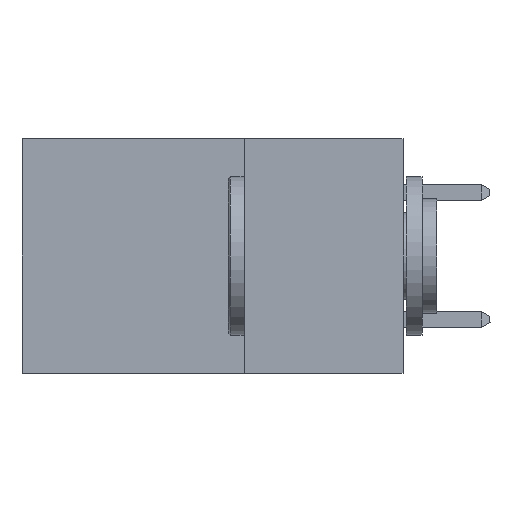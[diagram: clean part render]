
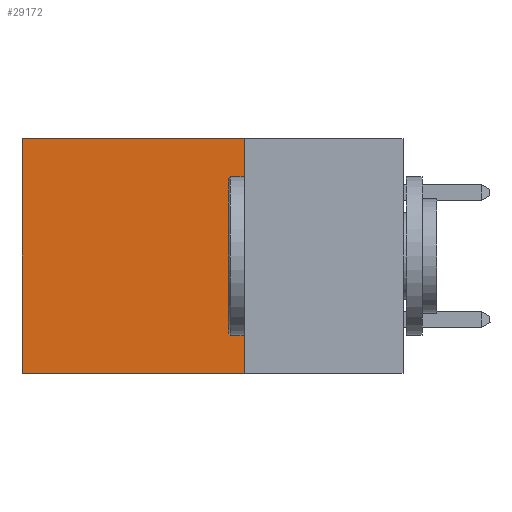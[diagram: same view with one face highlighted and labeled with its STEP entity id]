
A CAD part, left-side view. The second image highlights one B-rep face of the part: STEP entity #29172.
In plain terms, the highlighted planar face has unit normal (-1, 0, 0).
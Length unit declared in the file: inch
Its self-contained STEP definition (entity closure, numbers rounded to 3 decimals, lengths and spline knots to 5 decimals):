
#1285 = ORIENTED_EDGE ( 'NONE', *, *, #2029, .T. ) ;
#1588 = DIRECTION ( 'NONE',  ( 0., 0., -1. ) ) ;
#2029 = EDGE_CURVE ( 'NONE', #7948, #15796, #13151, .T. ) ;
#4926 = DIRECTION ( 'NONE',  ( 0., 0., -1. ) ) ;
#6040 = CARTESIAN_POINT ( 'NONE',  ( 0.2875, 0.6, 0. ) ) ;
#6144 = VECTOR ( 'NONE', #1588, 39.37008 ) ;
#6423 = LINE ( 'NONE', #15158, #32571 ) ;
#6619 = ORIENTED_EDGE ( 'NONE', *, *, #6855, .T. ) ;
#6855 = EDGE_CURVE ( 'NONE', #22091, #7948, #27468, .T. ) ;
#7948 = VERTEX_POINT ( 'NONE', #6040 ) ;
#10234 = EDGE_CURVE ( 'NONE', #22091, #29054, #16926, .T. ) ;
#10428 = FACE_OUTER_BOUND ( 'NONE', #14681, .T. ) ;
#13151 = LINE ( 'NONE', #15053, #15204 ) ;
#13933 = ORIENTED_EDGE ( 'NONE', *, *, #10234, .F. ) ;
#14681 = EDGE_LOOP ( 'NONE', ( #1285, #17392, #13933, #6619 ) ) ;
#14936 = DIRECTION ( 'NONE',  ( 0., 0., -1. ) ) ;
#15053 = CARTESIAN_POINT ( 'NONE',  ( 0.2875, 0.6, 0. ) ) ;
#15158 = CARTESIAN_POINT ( 'NONE',  ( 0.2875, 0.25, -0.37 ) ) ;
#15204 = VECTOR ( 'NONE', #14936, 39.37008 ) ;
#15796 = VERTEX_POINT ( 'NONE', #32313 ) ;
#16926 = LINE ( 'NONE', #24389, #6144 ) ;
#17392 = ORIENTED_EDGE ( 'NONE', *, *, #26639, .F. ) ;
#20459 = VECTOR ( 'NONE', #21934, 39.37008 ) ;
#21174 = CARTESIAN_POINT ( 'NONE',  ( 0.2875, 0.25, 0. ) ) ;
#21934 = DIRECTION ( 'NONE',  ( 0., 1., 0. ) ) ;
#22091 = VERTEX_POINT ( 'NONE', #21174 ) ;
#23115 = CARTESIAN_POINT ( 'NONE',  ( 0.2875, 0.25, -0.37 ) ) ;
#23174 = DIRECTION ( 'NONE',  ( 0., 1., 0. ) ) ;
#23589 = CARTESIAN_POINT ( 'NONE',  ( 0.2875, 0.25, 0. ) ) ;
#23707 = PLANE ( 'NONE',  #30541 ) ;
#24389 = CARTESIAN_POINT ( 'NONE',  ( 0.2875, 0.25, 0. ) ) ;
#26639 = EDGE_CURVE ( 'NONE', #29054, #15796, #6423, .T. ) ;
#27468 = LINE ( 'NONE', #32481, #20459 ) ;
#29054 = VERTEX_POINT ( 'NONE', #23115 ) ;
#29172 = ADVANCED_FACE ( 'NONE', ( #10428 ), #23707, .F. ) ;
#30541 = AXIS2_PLACEMENT_3D ( 'NONE', #23589, #31799, #4926 ) ;
#31799 = DIRECTION ( 'NONE',  ( 1., 0., 0. ) ) ;
#32313 = CARTESIAN_POINT ( 'NONE',  ( 0.2875, 0.6, -0.37 ) ) ;
#32481 = CARTESIAN_POINT ( 'NONE',  ( 0.2875, 0.25, 0. ) ) ;
#32571 = VECTOR ( 'NONE', #23174, 39.37008 ) ;
